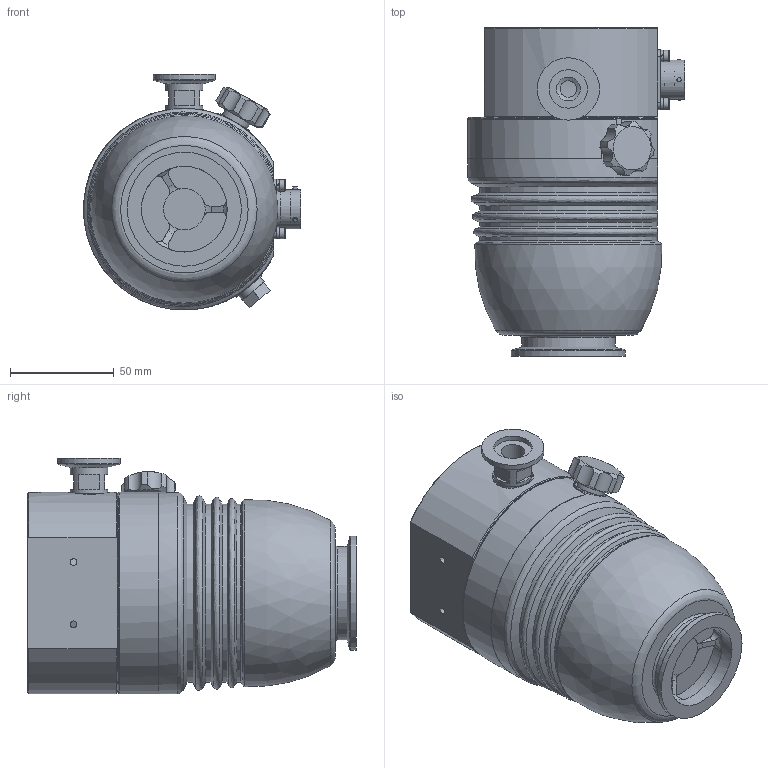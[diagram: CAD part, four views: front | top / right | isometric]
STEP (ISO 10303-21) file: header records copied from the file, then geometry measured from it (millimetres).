
FILE_DESCRIPTION((''),'2;1');
FILE_NAME('PM902168.stp','2010-03-19T10:08:00',('MARXMANKEL'),(''),'Autodesk Inventor 2009','Autodesk Inventor 2009','');
FILE_SCHEMA(('AUTOMOTIVE_DESIGN { 1 0 10303 214 1 1 1 1 }'));
Length unit declared in the file: millimetre
Products named in the file (1): PM902168
Bounding box: 104.49 x 158 x 113.46 mm (x, y, z)
Volume: 940580.8 mm3; surface area: 96604 mm2
Topology: 1 solids, 36 shells, 728 faces, 1734 edges, 1141 vertices
Faces by surface type: plane 297, cylinder 193, bspline 137, cone 71, torus 30
Full cylindrical faces by diameter (mm): 0.5 x1, 1 x21, 1.5 x1, 2 x10, 2.4 x6, 3 x4, 4 x12, 5.5 x4, 7 x8, 8 x1, 8.1 x2, 10 x2, 11 x1, 13 x1, 13.5 x1, 13.8 x2, 15.4 x2, 16 x2, 18 x2, 18.2 x1, 18.973 x1, 19.761 x1, 24.9 x1, 25 x1, 26.5 x1, 26.7 x1, 27.5 x1, 28.5 x1, 30 x1, 41.3 x1
Entity records: 25027 total; most frequent: CARTESIAN_POINT 10097, DIRECTION 2763, ORIENTED_EDGE 2632, EDGE_CURVE 1316, AXIS2_PLACEMENT_3D 1143, EDGE_LOOP 1131, VERTEX_POINT 985, FACE_OUTER_BOUND 728
